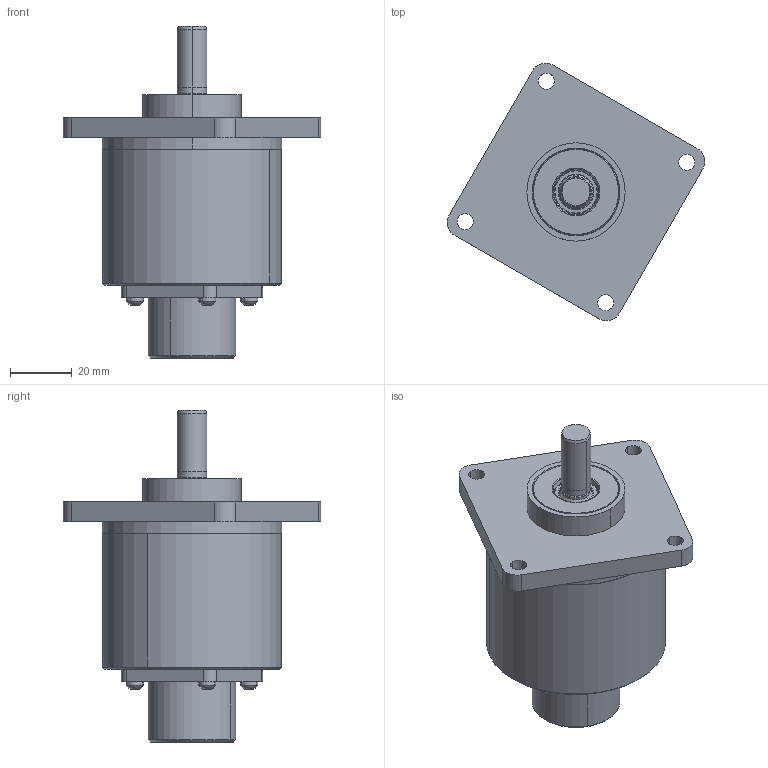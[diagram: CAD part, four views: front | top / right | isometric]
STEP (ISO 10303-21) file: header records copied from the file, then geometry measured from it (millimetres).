
FILE_DESCRIPTION((''),'2;1');
FILE_NAME('558401','2010-11-10T',('se2802'),(''),'PRO/ENGINEER BY PARAMETRIC TECHNOLOGY CORPORATION, 2010180','PRO/ENGINEER BY PARAMETRIC TECHNOLOGY CORPORATION, 2010180','');
FILE_SCHEMA(('CONFIG_CONTROL_DESIGN'));
Length unit declared in the file: millimetre
Products named in the file (1): 558401
Bounding box: 83.08 x 83.08 x 107.2 mm (x, y, z)
Volume: 165464.6 mm3; surface area: 26437.8 mm2
Topology: 1 solids, 1 shells, 1187 faces, 3190 edges, 2106 vertices
Faces by surface type: plane 563, extrusion 324, cylinder 252, torus 20, cone 14, sphere 14
Entity records: 40884 total; most frequent: CARTESIAN_POINT 11851, ORIENTED_EDGE 6380, DIRECTION 5224, EDGE_CURVE 3190, VERTEX_POINT 2106, VECTOR 1990, LINE 1666, AXIS2_PLACEMENT_3D 1617
